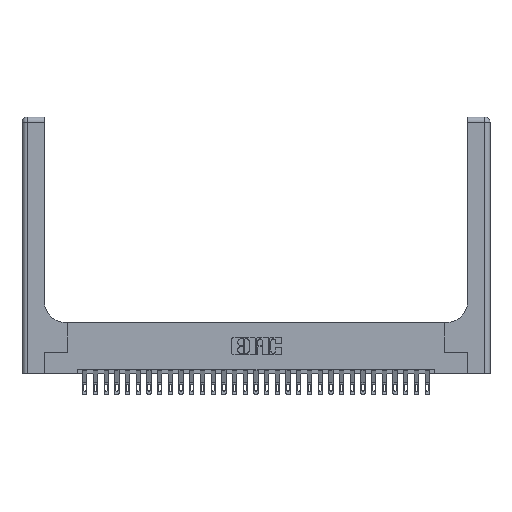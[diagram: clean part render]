
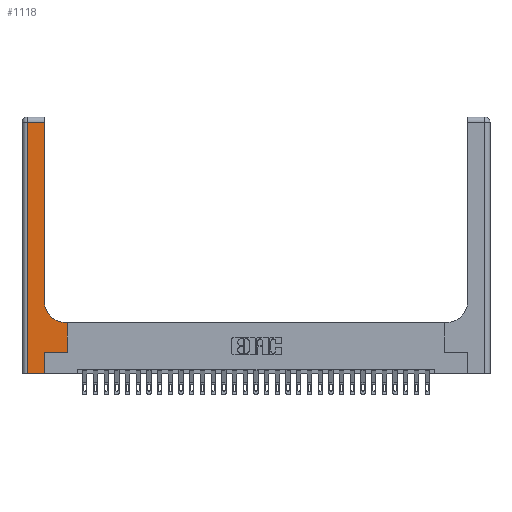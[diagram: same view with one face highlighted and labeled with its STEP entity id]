
A CAD part, top view. The second image highlights one B-rep face of the part: STEP entity #1118.
In plain terms, the highlighted planar face has unit normal (0, 0, 1).
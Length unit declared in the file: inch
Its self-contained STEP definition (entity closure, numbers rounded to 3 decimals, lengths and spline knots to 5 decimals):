
#24 = VECTOR ( 'NONE', #20200, 39.37008 ) ;
#64 = DIRECTION ( 'NONE',  ( 0., 1., 0. ) ) ;
#525 = LINE ( 'NONE', #14954, #12420 ) ;
#738 = VERTEX_POINT ( 'NONE', #15511 ) ;
#912 = VECTOR ( 'NONE', #20565, 39.37008 ) ;
#1118 = ADVANCED_FACE ( 'NONE', ( #27454 ), #15972, .F. ) ;
#1307 = LINE ( 'NONE', #25573, #14943 ) ;
#1945 = VERTEX_POINT ( 'NONE', #28075 ) ;
#2031 = ORIENTED_EDGE ( 'NONE', *, *, #9451, .T. ) ;
#2155 = EDGE_CURVE ( 'NONE', #738, #14689, #10627, .T. ) ;
#2560 = CARTESIAN_POINT ( 'NONE',  ( 0.265, 0., 0.37 ) ) ;
#3386 = EDGE_CURVE ( 'NONE', #27285, #18934, #26324, .T. ) ;
#4941 = CARTESIAN_POINT ( 'NONE',  ( 0.265, 0.25, 0.37 ) ) ;
#5055 = CARTESIAN_POINT ( 'NONE',  ( 0.51, 0.85, 0.37 ) ) ;
#6001 = DIRECTION ( 'NONE',  ( -1., 0., 0. ) ) ;
#6623 = EDGE_CURVE ( 'NONE', #18270, #1945, #27195, .T. ) ;
#6786 = VECTOR ( 'NONE', #27518, 39.37008 ) ;
#6800 = ORIENTED_EDGE ( 'NONE', *, *, #11409, .T. ) ;
#7118 = VERTEX_POINT ( 'NONE', #14940 ) ;
#7473 = DIRECTION ( 'NONE',  ( 0., 0., -1. ) ) ;
#8041 = CARTESIAN_POINT ( 'NONE',  ( 0., 0., 0.37 ) ) ;
#8058 = CARTESIAN_POINT ( 'NONE',  ( 0.51, 0.6, 0.37 ) ) ;
#8182 = ORIENTED_EDGE ( 'NONE', *, *, #3386, .T. ) ;
#8266 = ORIENTED_EDGE ( 'NONE', *, *, #23029, .T. ) ;
#9000 = VECTOR ( 'NONE', #14531, 39.37008 ) ;
#9276 = VERTEX_POINT ( 'NONE', #15583 ) ;
#9451 = EDGE_CURVE ( 'NONE', #19283, #27285, #11515, .T. ) ;
#9463 = DIRECTION ( 'NONE',  ( 0., 0., -1. ) ) ;
#9477 = CARTESIAN_POINT ( 'NONE',  ( 0.26, 0.6, 0.37 ) ) ;
#9637 = AXIS2_PLACEMENT_3D ( 'NONE', #5055, #7473, #22412 ) ;
#9676 = EDGE_CURVE ( 'NONE', #9276, #7118, #1307, .T. ) ;
#10627 = LINE ( 'NONE', #9477, #11669 ) ;
#11045 = EDGE_LOOP ( 'NONE', ( #25411, #6800, #20887, #25959, #2031, #8182, #8266, #19041, #20092 ) ) ;
#11409 = EDGE_CURVE ( 'NONE', #1945, #9276, #525, .T. ) ;
#11515 = LINE ( 'NONE', #14328, #6786 ) ;
#11564 = CARTESIAN_POINT ( 'NONE',  ( 0., 3., 0.37 ) ) ;
#11669 = VECTOR ( 'NONE', #26396, 39.37008 ) ;
#12029 = EDGE_CURVE ( 'NONE', #7118, #19283, #24338, .T. ) ;
#12204 = CARTESIAN_POINT ( 'NONE',  ( 0.528, 0.25, 0.37 ) ) ;
#12420 = VECTOR ( 'NONE', #6001, 39.37008 ) ;
#14147 = CARTESIAN_POINT ( 'NONE',  ( 0.265, 0.25, 0.37 ) ) ;
#14328 = CARTESIAN_POINT ( 'NONE',  ( 0.265, 0., 0.37 ) ) ;
#14531 = DIRECTION ( 'NONE',  ( 1., 0., 0. ) ) ;
#14689 = VERTEX_POINT ( 'NONE', #8058 ) ;
#14940 = CARTESIAN_POINT ( 'NONE',  ( 0.06, 0., 0.37 ) ) ;
#14943 = VECTOR ( 'NONE', #20856, 39.37008 ) ;
#14954 = CARTESIAN_POINT ( 'NONE',  ( 0., 2.94, 0.37 ) ) ;
#15418 = CARTESIAN_POINT ( 'NONE',  ( 0.528, 0.25, 0.37 ) ) ;
#15511 = CARTESIAN_POINT ( 'NONE',  ( 0.528, 0.6, 0.37 ) ) ;
#15583 = CARTESIAN_POINT ( 'NONE',  ( 0.06, 2.94, 0.37 ) ) ;
#15627 = AXIS2_PLACEMENT_3D ( 'NONE', #11564, #9463, #24739 ) ;
#15972 = PLANE ( 'NONE',  #15627 ) ;
#17457 = EDGE_CURVE ( 'NONE', #14689, #18270, #28255, .T. ) ;
#18270 = VERTEX_POINT ( 'NONE', #25458 ) ;
#18934 = VERTEX_POINT ( 'NONE', #12204 ) ;
#19041 = ORIENTED_EDGE ( 'NONE', *, *, #2155, .T. ) ;
#19283 = VERTEX_POINT ( 'NONE', #2560 ) ;
#20092 = ORIENTED_EDGE ( 'NONE', *, *, #17457, .T. ) ;
#20200 = DIRECTION ( 'NONE',  ( 1., 0., 0. ) ) ;
#20565 = DIRECTION ( 'NONE',  ( 0., 1., 0. ) ) ;
#20856 = DIRECTION ( 'NONE',  ( 0., -1., 0. ) ) ;
#20862 = LINE ( 'NONE', #15418, #28101 ) ;
#20887 = ORIENTED_EDGE ( 'NONE', *, *, #9676, .T. ) ;
#22412 = DIRECTION ( 'NONE',  ( 1., 0., 0. ) ) ;
#23029 = EDGE_CURVE ( 'NONE', #18934, #738, #20862, .T. ) ;
#24338 = LINE ( 'NONE', #8041, #9000 ) ;
#24739 = DIRECTION ( 'NONE',  ( -1., 0., 0. ) ) ;
#25411 = ORIENTED_EDGE ( 'NONE', *, *, #6623, .T. ) ;
#25458 = CARTESIAN_POINT ( 'NONE',  ( 0.26, 0.85, 0.37 ) ) ;
#25573 = CARTESIAN_POINT ( 'NONE',  ( 0.06, 3., 0.37 ) ) ;
#25959 = ORIENTED_EDGE ( 'NONE', *, *, #12029, .T. ) ;
#26324 = LINE ( 'NONE', #4941, #24 ) ;
#26396 = DIRECTION ( 'NONE',  ( -1., 0., 0. ) ) ;
#26899 = CARTESIAN_POINT ( 'NONE',  ( 0.26, 3., 0.37 ) ) ;
#27195 = LINE ( 'NONE', #26899, #912 ) ;
#27285 = VERTEX_POINT ( 'NONE', #14147 ) ;
#27454 = FACE_OUTER_BOUND ( 'NONE', #11045, .T. ) ;
#27518 = DIRECTION ( 'NONE',  ( 0., 1., 0. ) ) ;
#28075 = CARTESIAN_POINT ( 'NONE',  ( 0.26, 2.94, 0.37 ) ) ;
#28101 = VECTOR ( 'NONE', #64, 39.37008 ) ;
#28255 = CIRCLE ( 'NONE', #9637, 0.25 ) ;
